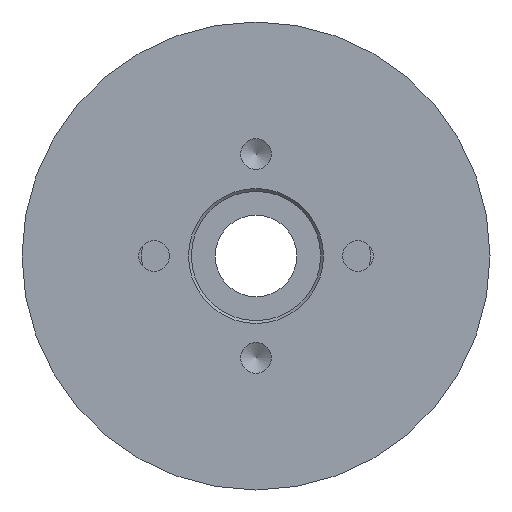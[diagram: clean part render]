
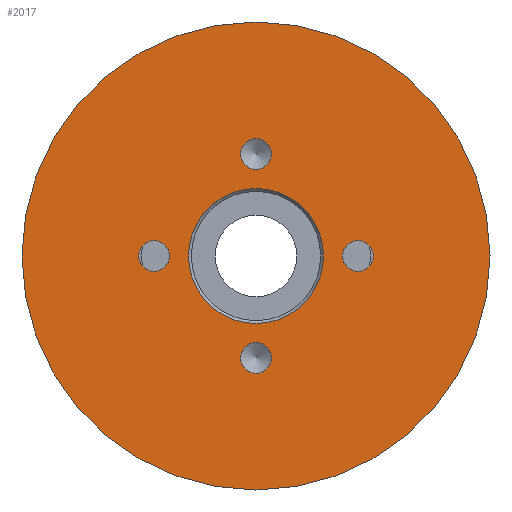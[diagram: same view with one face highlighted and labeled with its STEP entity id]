
A CAD part, front view. The second image highlights one B-rep face of the part: STEP entity #2017.
In plain terms, the highlighted planar face has unit normal (0, -1, 0).
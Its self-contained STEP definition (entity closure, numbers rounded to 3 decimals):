
#125=FACE_BOUND('',#337,.T.);
#126=FACE_BOUND('',#338,.T.);
#127=FACE_BOUND('',#339,.T.);
#128=FACE_BOUND('',#340,.T.);
#129=FACE_BOUND('',#341,.T.);
#134=PLANE('',#2161);
#219=FACE_OUTER_BOUND('',#336,.T.);
#336=EDGE_LOOP('',(#1356));
#337=EDGE_LOOP('',(#1357));
#338=EDGE_LOOP('',(#1358));
#339=EDGE_LOOP('',(#1359));
#340=EDGE_LOOP('',(#1360));
#341=EDGE_LOOP('',(#1361));
#700=CIRCLE('',#2158,11.6);
#702=CIRCLE('',#2162,40.2);
#703=CIRCLE('',#2163,2.65);
#704=CIRCLE('',#2164,2.65);
#705=CIRCLE('',#2165,2.65);
#706=CIRCLE('',#2166,2.65);
#808=VERTEX_POINT('',#2957);
#810=VERTEX_POINT('',#2965);
#811=VERTEX_POINT('',#2967);
#812=VERTEX_POINT('',#2969);
#813=VERTEX_POINT('',#2971);
#814=VERTEX_POINT('',#2973);
#1025=EDGE_CURVE('',#808,#808,#700,.T.);
#1028=EDGE_CURVE('',#810,#810,#702,.T.);
#1029=EDGE_CURVE('',#811,#811,#703,.T.);
#1030=EDGE_CURVE('',#812,#812,#704,.T.);
#1031=EDGE_CURVE('',#813,#813,#705,.T.);
#1032=EDGE_CURVE('',#814,#814,#706,.T.);
#1356=ORIENTED_EDGE('',*,*,#1028,.T.);
#1357=ORIENTED_EDGE('',*,*,#1029,.T.);
#1358=ORIENTED_EDGE('',*,*,#1030,.T.);
#1359=ORIENTED_EDGE('',*,*,#1031,.T.);
#1360=ORIENTED_EDGE('',*,*,#1032,.T.);
#1361=ORIENTED_EDGE('',*,*,#1025,.F.);
#2017=ADVANCED_FACE('',(#219,#125,#126,#127,#128,#129),#134,.T.);
#2158=AXIS2_PLACEMENT_3D('',#2959,#2389,#2390);
#2161=AXIS2_PLACEMENT_3D('',#2964,#2396,#2397);
#2162=AXIS2_PLACEMENT_3D('',#2966,#2398,#2399);
#2163=AXIS2_PLACEMENT_3D('',#2968,#2400,#2401);
#2164=AXIS2_PLACEMENT_3D('',#2970,#2402,#2403);
#2165=AXIS2_PLACEMENT_3D('',#2972,#2404,#2405);
#2166=AXIS2_PLACEMENT_3D('',#2974,#2406,#2407);
#2389=DIRECTION('center_axis',(0.,-1.,0.));
#2390=DIRECTION('ref_axis',(1.,0.,0.));
#2396=DIRECTION('center_axis',(0.,-1.,0.));
#2397=DIRECTION('ref_axis',(0.,0.,-1.));
#2398=DIRECTION('center_axis',(0.,-1.,0.));
#2399=DIRECTION('ref_axis',(1.,0.,0.));
#2400=DIRECTION('center_axis',(0.,1.,0.));
#2401=DIRECTION('ref_axis',(1.,0.,0.));
#2402=DIRECTION('center_axis',(0.,1.,0.));
#2403=DIRECTION('ref_axis',(1.,0.,0.));
#2404=DIRECTION('center_axis',(0.,1.,0.));
#2405=DIRECTION('ref_axis',(1.,0.,0.));
#2406=DIRECTION('center_axis',(0.,1.,0.));
#2407=DIRECTION('ref_axis',(1.,0.,0.));
#2957=CARTESIAN_POINT('',(-11.6,-24.4,0.));
#2959=CARTESIAN_POINT('Origin',(0.,-24.4,0.));
#2964=CARTESIAN_POINT('Origin',(-11.1,-24.4,0.));
#2965=CARTESIAN_POINT('',(40.2,-24.4,0.));
#2966=CARTESIAN_POINT('Origin',(0.,-24.4,0.));
#2967=CARTESIAN_POINT('',(-20.15,-24.4,0.));
#2968=CARTESIAN_POINT('Origin',(-17.5,-24.4,0.));
#2969=CARTESIAN_POINT('',(14.85,-24.4,0.));
#2970=CARTESIAN_POINT('Origin',(17.5,-24.4,0.));
#2971=CARTESIAN_POINT('',(-2.65,-24.4,17.5));
#2972=CARTESIAN_POINT('Origin',(0.,-24.4,17.5));
#2973=CARTESIAN_POINT('',(-2.65,-24.4,-17.5));
#2974=CARTESIAN_POINT('Origin',(0.,-24.4,-17.5));
